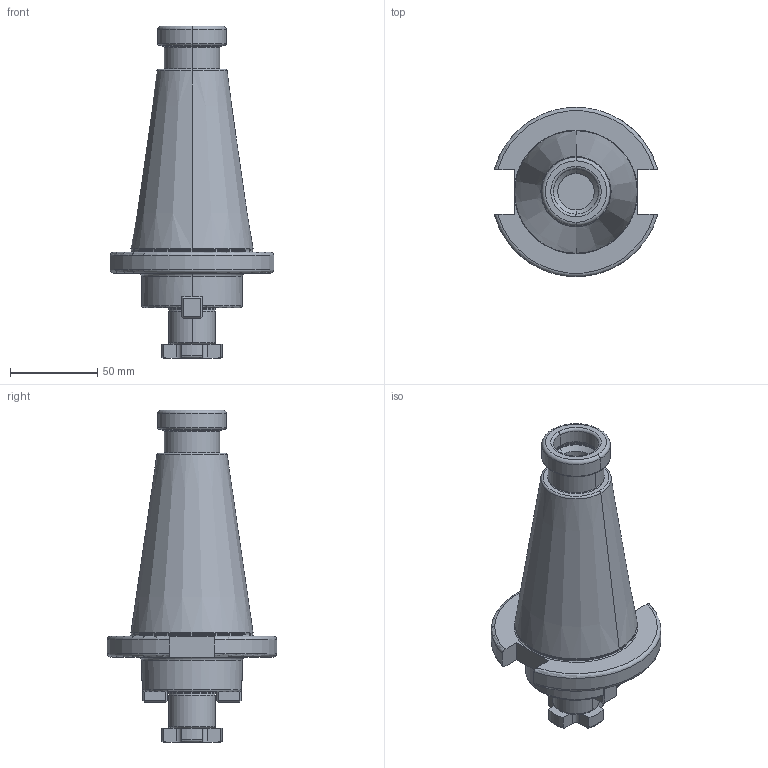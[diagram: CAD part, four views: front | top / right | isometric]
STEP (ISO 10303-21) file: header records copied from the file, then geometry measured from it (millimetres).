
FILE_DESCRIPTION((''),'2;1');
FILE_NAME('501_11_27','2020-09-14T',('103090'),(''),'CREO PARAMETRIC BY PTC INC, 2016260','CREO PARAMETRIC BY PTC INC, 2016260','');
FILE_SCHEMA(('CONFIG_CONTROL_DESIGN'));
Length unit declared in the file: millimetre
Products named in the file (1): 501_11_27
Bounding box: 94.05 x 97.13 x 190.8 mm (x, y, z)
Volume: 402700 mm3; surface area: 52046.7 mm2
Topology: 1 solids, 6 shells, 250 faces, 568 edges, 330 vertices
Faces by surface type: plane 116, cylinder 54, torus 42, cone 38
Entity records: 7228 total; most frequent: CARTESIAN_POINT 1509, DIRECTION 1254, ORIENTED_EDGE 1136, EDGE_CURVE 568, AXIS2_PLACEMENT_3D 479, VERTEX_POINT 330, VECTOR 296, LINE 296
